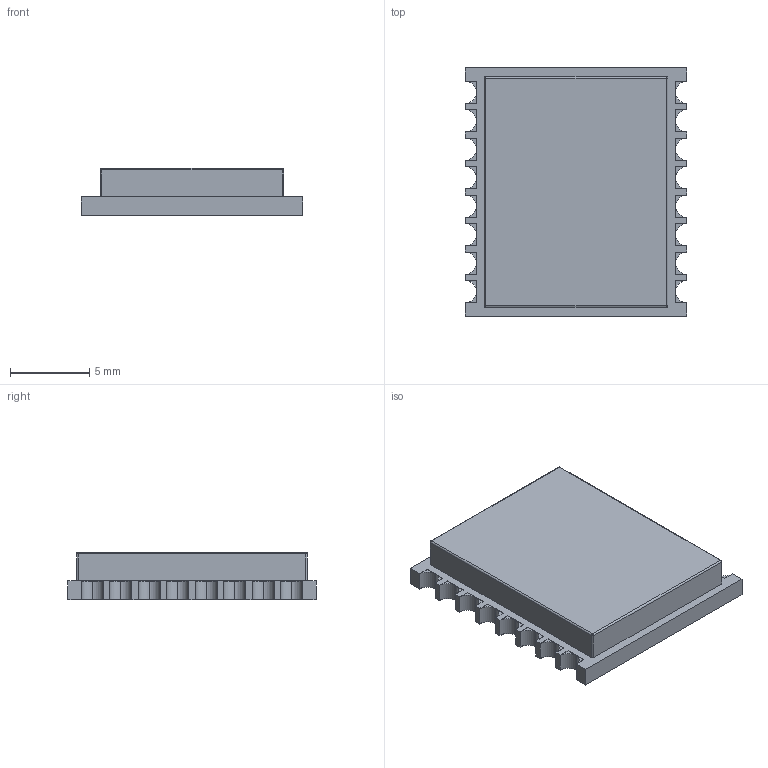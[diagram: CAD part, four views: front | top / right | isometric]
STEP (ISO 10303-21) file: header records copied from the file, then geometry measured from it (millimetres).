
FILE_DESCRIPTION (( 'STEP AP214' ), '1' );
FILE_NAME ('7C4D6EFE-56AF-4AD3-B555-F41350472A2B.STEP', '2023-02-01T07:24:21', ( '' ), ( '' ), 'SwSTEP 2.0', 'SolidWorks 2022', '' );
FILE_SCHEMA (( 'AUTOMOTIVE_DESIGN' ));
Length unit declared in the file: millimetre
Products named in the file (1): 7C4D6EFE-56AF-4AD3-B555-F41350472A2B
Bounding box: 14 x 15.7 x 3 mm (x, y, z)
Volume: 553.2 mm3; surface area: 594.2 mm2
Topology: 1 solids, 1 shells, 207 faces, 516 edges, 308 vertices
Faces by surface type: plane 171, cylinder 32, bspline 4
Entity records: 6445 total; most frequent: CARTESIAN_POINT 1088, ORIENTED_EDGE 1024, DIRECTION 992, EDGE_CURVE 512, LINE 440, VECTOR 440, VERTEX_POINT 308, AXIS2_PLACEMENT_3D 276
